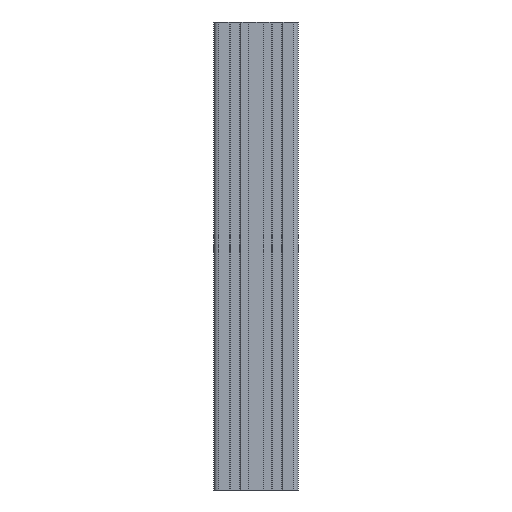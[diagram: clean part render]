
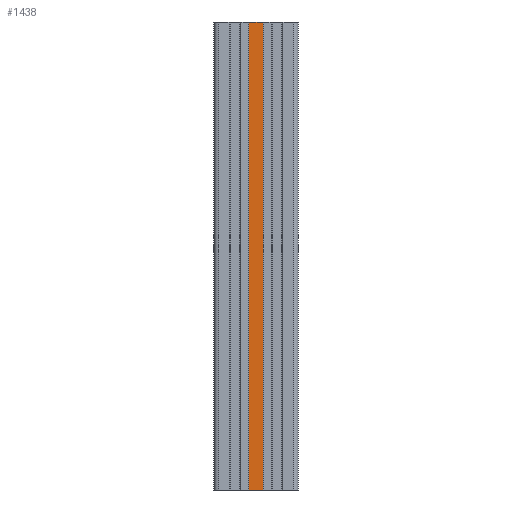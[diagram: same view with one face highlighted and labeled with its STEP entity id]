
A CAD part, left-side view. The second image highlights one B-rep face of the part: STEP entity #1438.
In plain terms, the highlighted planar face has unit normal (-1, 0, 0).
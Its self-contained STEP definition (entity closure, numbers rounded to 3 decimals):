
#21 = VERTEX_POINT ( 'NONE', #2676 ) ;
#30 = VERTEX_POINT ( 'NONE', #2668 ) ;
#40 = EDGE_CURVE ( 'NONE', #21, #30, #2713, .T. ) ;
#1064 = VERTEX_POINT ( 'NONE', #4314 ) ;
#1067 = EDGE_CURVE ( 'NONE', #1069, #1064, #4315, .T. ) ;
#1069 = VERTEX_POINT ( 'NONE', #4308 ) ;
#1409 = ORIENTED_EDGE ( 'NONE', *, *, #1432, .T. ) ;
#1432 = EDGE_CURVE ( 'NONE', #21, #1069, #5290, .T. ) ;
#1433 = ORIENTED_EDGE ( 'NONE', *, *, #1067, .T. ) ;
#1435 = ORIENTED_EDGE ( 'NONE', *, *, #1439, .F. ) ;
#1436 = EDGE_LOOP ( 'NONE', ( #1433, #1435, #1441, #1409 ) ) ;
#1438 = ADVANCED_FACE ( 'NONE', ( #5296 ), #5298, .F. ) ;
#1439 = EDGE_CURVE ( 'NONE', #30, #1064, #5278, .T. ) ;
#1441 = ORIENTED_EDGE ( 'NONE', *, *, #40, .F. ) ;
#2668 = CARTESIAN_POINT ( 'NONE',  ( -2674.886, -2131.436, 500. ) ) ;
#2670 = CARTESIAN_POINT ( 'NONE',  ( -2674.886, -2116.436, 500. ) ) ;
#2676 = CARTESIAN_POINT ( 'NONE',  ( -2674.886, -2116.436, 500. ) ) ;
#2709 = DIRECTION ( 'NONE',  ( 0., -1., 0. ) ) ;
#2710 = VECTOR ( 'NONE', #2709, 1000. ) ;
#2713 = LINE ( 'NONE', #2670, #2710 ) ;
#4305 = DIRECTION ( 'NONE',  ( 0., -1., 0. ) ) ;
#4306 = VECTOR ( 'NONE', #4305, 1000. ) ;
#4307 = CARTESIAN_POINT ( 'NONE',  ( -2674.886, -2116.436, 0. ) ) ;
#4308 = CARTESIAN_POINT ( 'NONE',  ( -2674.886, -2116.436, 0. ) ) ;
#4314 = CARTESIAN_POINT ( 'NONE',  ( -2674.886, -2131.436, 0. ) ) ;
#4315 = LINE ( 'NONE', #4307, #4306 ) ;
#5260 = AXIS2_PLACEMENT_3D ( 'NONE', #5266, #5283, #5282 ) ;
#5266 = CARTESIAN_POINT ( 'NONE',  ( -2674.886, -2116.436, 500. ) ) ;
#5276 = DIRECTION ( 'NONE',  ( 0., 0., -1. ) ) ;
#5277 = VECTOR ( 'NONE', #5276, 1000. ) ;
#5278 = LINE ( 'NONE', #5285, #5277 ) ;
#5282 = DIRECTION ( 'NONE',  ( 0., 0., -1. ) ) ;
#5283 = DIRECTION ( 'NONE',  ( 1., 0., 0. ) ) ;
#5285 = CARTESIAN_POINT ( 'NONE',  ( -2674.886, -2131.436, 500. ) ) ;
#5288 = DIRECTION ( 'NONE',  ( 0., 0., -1. ) ) ;
#5289 = VECTOR ( 'NONE', #5288, 1000. ) ;
#5290 = LINE ( 'NONE', #5295, #5289 ) ;
#5295 = CARTESIAN_POINT ( 'NONE',  ( -2674.886, -2116.436, 500. ) ) ;
#5296 = FACE_OUTER_BOUND ( 'NONE', #1436, .T. ) ;
#5298 = PLANE ( 'NONE',  #5260 ) ;
